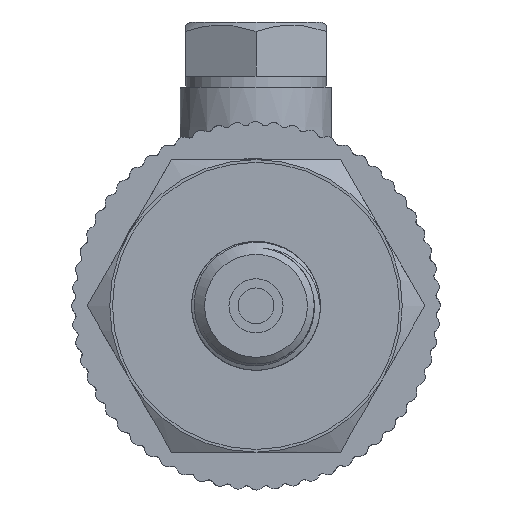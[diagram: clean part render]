
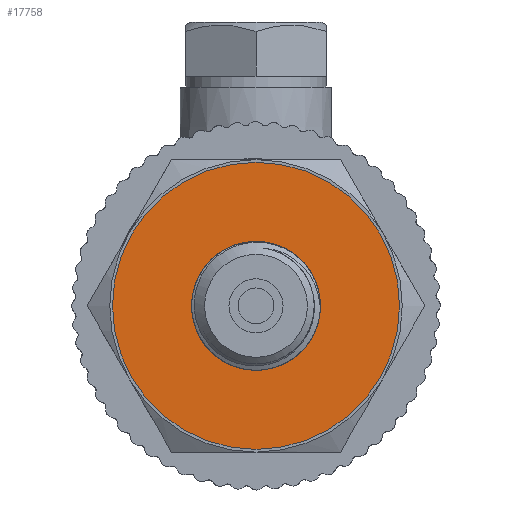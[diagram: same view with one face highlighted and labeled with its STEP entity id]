
A CAD part, left-side view. The second image highlights one B-rep face of the part: STEP entity #17758.
In plain terms, the highlighted planar face has unit normal (-1, 0, 0).
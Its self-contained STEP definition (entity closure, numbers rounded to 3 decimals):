
#146=PLANE('',#18704);
#777=FACE_BOUND('',#2217,.T.);
#1194=FACE_OUTER_BOUND('',#2216,.T.);
#2216=EDGE_LOOP('',(#13387));
#2217=EDGE_LOOP('',(#13388));
#3006=CIRCLE('',#18687,13.25);
#3016=CIRCLE('',#18702,5.942);
#7392=VERTEX_POINT('',#38332);
#7401=VERTEX_POINT('',#39507);
#9593=EDGE_CURVE('',#7392,#7392,#3006,.T.);
#9609=EDGE_CURVE('',#7401,#7401,#3016,.T.);
#13387=ORIENTED_EDGE('',*,*,#9593,.T.);
#13388=ORIENTED_EDGE('',*,*,#9609,.T.);
#17758=ADVANCED_FACE('',(#1194,#777),#146,.T.);
#18687=AXIS2_PLACEMENT_3D('',#38334,#20435,#20436);
#18702=AXIS2_PLACEMENT_3D('',#39508,#20467,#20468);
#18704=AXIS2_PLACEMENT_3D('',#39878,#20472,#20473);
#20435=DIRECTION('center_axis',(-1.,0.,0.));
#20436=DIRECTION('ref_axis',(0.,1.,0.));
#20467=DIRECTION('center_axis',(1.,0.,0.));
#20468=DIRECTION('ref_axis',(0.,1.,0.));
#20472=DIRECTION('center_axis',(-1.,0.,0.));
#20473=DIRECTION('ref_axis',(0.,0.,1.));
#38332=CARTESIAN_POINT('',(-47.,-13.25,0.));
#38334=CARTESIAN_POINT('Origin',(-47.,0.,0.));
#39507=CARTESIAN_POINT('',(-47.,-5.942,0.));
#39508=CARTESIAN_POINT('Origin',(-47.,0.,0.));
#39878=CARTESIAN_POINT('Origin',(-47.,13.5,0.));
